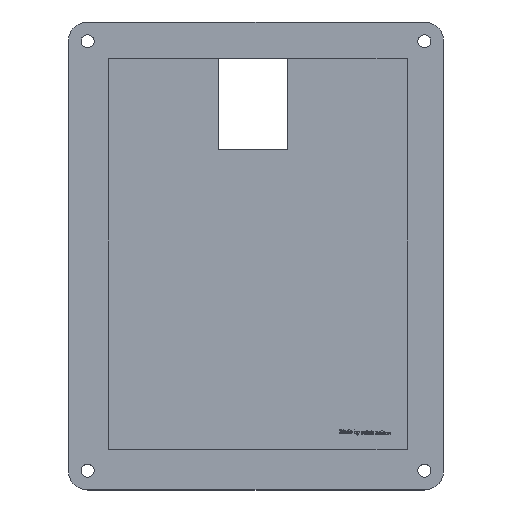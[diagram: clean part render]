
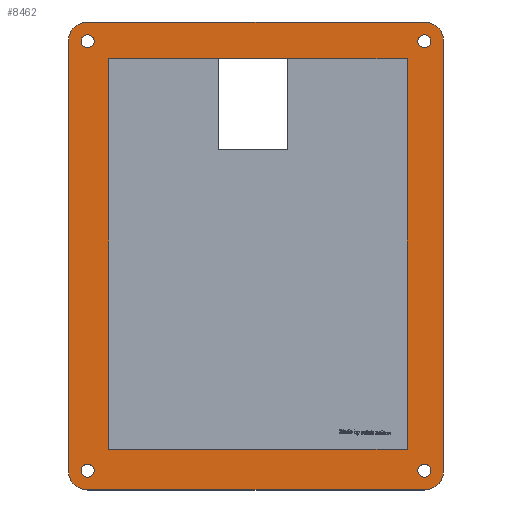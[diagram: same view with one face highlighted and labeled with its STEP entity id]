
A CAD part, top view. The second image highlights one B-rep face of the part: STEP entity #8462.
In plain terms, the highlighted planar face has unit normal (0, 0, 1).
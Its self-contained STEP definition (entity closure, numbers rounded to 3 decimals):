
#35=CIRCLE('',#8673,5.);
#36=CIRCLE('',#8675,5.);
#37=CIRCLE('',#8676,5.);
#38=CIRCLE('',#8677,5.);
#39=CIRCLE('',#8678,1.7);
#40=CIRCLE('',#8679,1.7);
#41=CIRCLE('',#8680,1.7);
#42=CIRCLE('',#8681,1.7);
#89=FACE_BOUND('',#1207,.T.);
#90=FACE_BOUND('',#1208,.T.);
#91=FACE_BOUND('',#1209,.T.);
#92=FACE_BOUND('',#1210,.T.);
#93=FACE_BOUND('',#1211,.T.);
#265=PLANE('',#8674);
#711=FACE_OUTER_BOUND('',#1206,.T.);
#1206=EDGE_LOOP('',(#7670,#7671,#7672,#7673,#7674,#7675,#7676,#7677));
#1207=EDGE_LOOP('',(#7678,#7679,#7680,#7681));
#1208=EDGE_LOOP('',(#7682));
#1209=EDGE_LOOP('',(#7683));
#1210=EDGE_LOOP('',(#7684));
#1211=EDGE_LOOP('',(#7685));
#1893=LINE('',#16827,#2587);
#1906=LINE('',#16851,#2600);
#1909=LINE('',#16857,#2603);
#1911=LINE('',#16867,#2605);
#1912=LINE('',#16871,#2606);
#1913=LINE('',#16874,#2607);
#1914=LINE('',#16876,#2608);
#1915=LINE('',#16877,#2609);
#2587=VECTOR('',#9703,10.);
#2600=VECTOR('',#9726,10.);
#2603=VECTOR('',#9731,10.);
#2605=VECTOR('',#9745,10.);
#2606=VECTOR('',#9748,10.);
#2607=VECTOR('',#9751,10.);
#2608=VECTOR('',#9752,10.);
#2609=VECTOR('',#9753,10.);
#3968=VERTEX_POINT('',#16824);
#3969=VERTEX_POINT('',#16826);
#3974=VERTEX_POINT('',#16848);
#3975=VERTEX_POINT('',#16850);
#3976=VERTEX_POINT('',#16854);
#3977=VERTEX_POINT('',#16856);
#3978=VERTEX_POINT('',#16864);
#3979=VERTEX_POINT('',#16866);
#3980=VERTEX_POINT('',#16868);
#3981=VERTEX_POINT('',#16870);
#3982=VERTEX_POINT('',#16873);
#3983=VERTEX_POINT('',#16875);
#3984=VERTEX_POINT('',#16878);
#3985=VERTEX_POINT('',#16880);
#3986=VERTEX_POINT('',#16882);
#3987=VERTEX_POINT('',#16884);
#5197=EDGE_CURVE('',#3968,#3969,#1893,.T.);
#5210=EDGE_CURVE('',#3975,#3974,#1906,.T.);
#5213=EDGE_CURVE('',#3977,#3976,#1909,.T.);
#5215=EDGE_CURVE('',#3975,#3968,#35,.T.);
#5216=EDGE_CURVE('',#3978,#3974,#36,.T.);
#5217=EDGE_CURVE('',#3978,#3979,#1911,.T.);
#5218=EDGE_CURVE('',#3980,#3979,#37,.T.);
#5219=EDGE_CURVE('',#3980,#3981,#1912,.T.);
#5220=EDGE_CURVE('',#3969,#3981,#38,.T.);
#5221=EDGE_CURVE('',#3976,#3982,#1913,.T.);
#5222=EDGE_CURVE('',#3982,#3983,#1914,.T.);
#5223=EDGE_CURVE('',#3983,#3977,#1915,.T.);
#5224=EDGE_CURVE('',#3984,#3984,#39,.T.);
#5225=EDGE_CURVE('',#3985,#3985,#40,.T.);
#5226=EDGE_CURVE('',#3986,#3986,#41,.T.);
#5227=EDGE_CURVE('',#3987,#3987,#42,.T.);
#7670=ORIENTED_EDGE('',*,*,#5215,.F.);
#7671=ORIENTED_EDGE('',*,*,#5210,.T.);
#7672=ORIENTED_EDGE('',*,*,#5216,.F.);
#7673=ORIENTED_EDGE('',*,*,#5217,.T.);
#7674=ORIENTED_EDGE('',*,*,#5218,.F.);
#7675=ORIENTED_EDGE('',*,*,#5219,.T.);
#7676=ORIENTED_EDGE('',*,*,#5220,.F.);
#7677=ORIENTED_EDGE('',*,*,#5197,.F.);
#7678=ORIENTED_EDGE('',*,*,#5213,.T.);
#7679=ORIENTED_EDGE('',*,*,#5221,.T.);
#7680=ORIENTED_EDGE('',*,*,#5222,.T.);
#7681=ORIENTED_EDGE('',*,*,#5223,.T.);
#7682=ORIENTED_EDGE('',*,*,#5224,.T.);
#7683=ORIENTED_EDGE('',*,*,#5225,.T.);
#7684=ORIENTED_EDGE('',*,*,#5226,.T.);
#7685=ORIENTED_EDGE('',*,*,#5227,.T.);
#8462=ADVANCED_FACE('',(#711,#89,#90,#91,#92,#93),#265,.T.);
#8673=AXIS2_PLACEMENT_3D('',#16862,#9739,#9740);
#8674=AXIS2_PLACEMENT_3D('',#16863,#9741,#9742);
#8675=AXIS2_PLACEMENT_3D('',#16865,#9743,#9744);
#8676=AXIS2_PLACEMENT_3D('',#16869,#9746,#9747);
#8677=AXIS2_PLACEMENT_3D('',#16872,#9749,#9750);
#8678=AXIS2_PLACEMENT_3D('',#16879,#9754,#9755);
#8679=AXIS2_PLACEMENT_3D('',#16881,#9756,#9757);
#8680=AXIS2_PLACEMENT_3D('',#16883,#9758,#9759);
#8681=AXIS2_PLACEMENT_3D('',#16885,#9760,#9761);
#9703=DIRECTION('',(0.,-1.,0.));
#9726=DIRECTION('',(-1.,0.,0.));
#9731=DIRECTION('',(1.,0.,0.));
#9739=DIRECTION('center_axis',(0.,0.,-1.));
#9740=DIRECTION('ref_axis',(0.707,0.707,0.));
#9741=DIRECTION('center_axis',(0.,0.,1.));
#9742=DIRECTION('ref_axis',(1.,0.,0.));
#9743=DIRECTION('center_axis',(0.,0.,-1.));
#9744=DIRECTION('ref_axis',(-0.707,0.707,0.));
#9745=DIRECTION('',(0.,-1.,0.));
#9746=DIRECTION('center_axis',(0.,0.,-1.));
#9747=DIRECTION('ref_axis',(-0.707,-0.707,0.));
#9748=DIRECTION('',(1.,0.,0.));
#9749=DIRECTION('center_axis',(0.,0.,-1.));
#9750=DIRECTION('ref_axis',(0.707,-0.707,0.));
#9751=DIRECTION('',(0.,-1.,0.));
#9752=DIRECTION('',(-1.,0.,0.));
#9753=DIRECTION('',(0.,1.,0.));
#9754=DIRECTION('center_axis',(0.,0.,-1.));
#9755=DIRECTION('ref_axis',(1.,0.,0.));
#9756=DIRECTION('center_axis',(0.,0.,-1.));
#9757=DIRECTION('ref_axis',(1.,0.,0.));
#9758=DIRECTION('center_axis',(0.,0.,-1.));
#9759=DIRECTION('ref_axis',(1.,0.,0.));
#9760=DIRECTION('center_axis',(0.,0.,-1.));
#9761=DIRECTION('ref_axis',(1.,0.,0.));
#16824=CARTESIAN_POINT('',(77.425,96.495,13.));
#16826=CARTESIAN_POINT('',(77.425,-15.,13.));
#16827=CARTESIAN_POINT('',(77.425,38.248,13.));
#16848=CARTESIAN_POINT('',(-15.,101.495,13.));
#16850=CARTESIAN_POINT('',(72.425,101.495,13.));
#16851=CARTESIAN_POINT('',(77.425,101.495,13.));
#16854=CARTESIAN_POINT('',(67.925,91.995,13.));
#16856=CARTESIAN_POINT('',(-9.5,91.995,13.));
#16857=CARTESIAN_POINT('',(-9.5,91.995,13.));
#16862=CARTESIAN_POINT('Origin',(72.425,96.495,13.));
#16863=CARTESIAN_POINT('Origin',(-15.,96.495,13.));
#16864=CARTESIAN_POINT('',(-20.,96.495,13.));
#16865=CARTESIAN_POINT('Origin',(-15.,96.495,13.));
#16866=CARTESIAN_POINT('',(-20.,-15.,13.));
#16867=CARTESIAN_POINT('',(-20.,101.495,13.));
#16868=CARTESIAN_POINT('',(-15.,-20.,13.));
#16869=CARTESIAN_POINT('Origin',(-15.,-15.,13.));
#16870=CARTESIAN_POINT('',(72.425,-20.,13.));
#16871=CARTESIAN_POINT('',(-20.,-20.,13.));
#16872=CARTESIAN_POINT('Origin',(72.425,-15.,13.));
#16873=CARTESIAN_POINT('',(67.925,-9.5,13.));
#16874=CARTESIAN_POINT('',(67.925,91.995,13.));
#16875=CARTESIAN_POINT('',(-9.5,-9.5,13.));
#16876=CARTESIAN_POINT('',(67.925,-9.5,13.));
#16877=CARTESIAN_POINT('',(-9.5,-9.5,13.));
#16878=CARTESIAN_POINT('',(-16.7,96.495,13.));
#16879=CARTESIAN_POINT('Origin',(-15.,96.495,13.));
#16880=CARTESIAN_POINT('',(70.725,-15.,13.));
#16881=CARTESIAN_POINT('Origin',(72.425,-15.,13.));
#16882=CARTESIAN_POINT('',(-16.7,-15.,13.));
#16883=CARTESIAN_POINT('Origin',(-15.,-15.,13.));
#16884=CARTESIAN_POINT('',(70.725,96.495,13.));
#16885=CARTESIAN_POINT('Origin',(72.425,96.495,13.));
